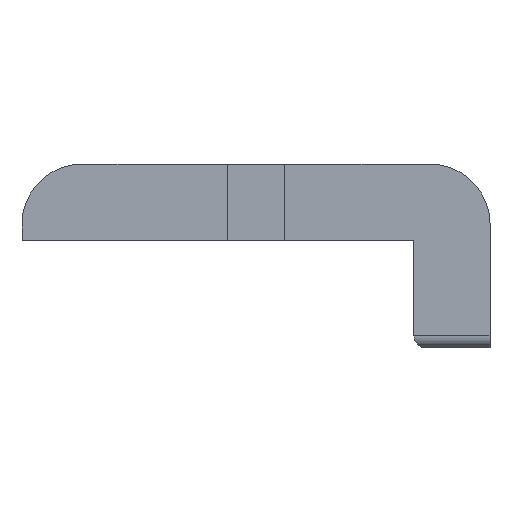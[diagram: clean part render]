
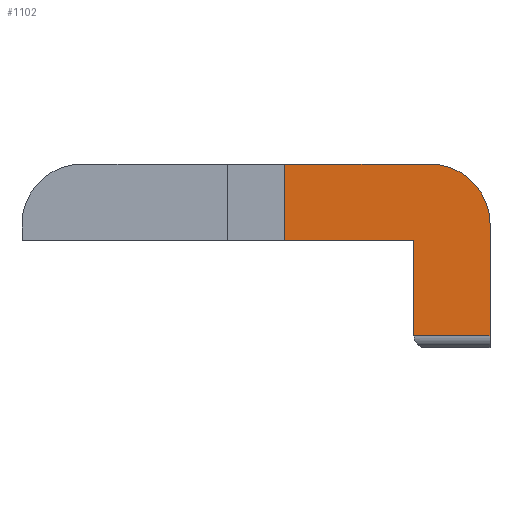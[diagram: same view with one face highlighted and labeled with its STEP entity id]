
A CAD part, front view. The second image highlights one B-rep face of the part: STEP entity #1102.
In plain terms, the highlighted planar face has unit normal (0, -1, 0).
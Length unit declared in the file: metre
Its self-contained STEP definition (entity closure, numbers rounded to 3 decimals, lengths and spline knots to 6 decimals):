
#1 = EDGE_LOOP ( 'NONE', ( #287, #499, #1188, #889, #1419, #141, #222 ) ) ;
#4 = DIRECTION ( 'NONE',  ( 1., 0., 0. ) ) ;
#18 = CARTESIAN_POINT ( 'NONE',  ( -0.01078, -0.002, 0. ) ) ;
#20 = CARTESIAN_POINT ( 'NONE',  ( -0.032731, -0.002, 0.00635 ) ) ;
#43 = VECTOR ( 'NONE', #201, 1. ) ;
#83 = VERTEX_POINT ( 'NONE', #18 ) ;
#96 = LINE ( 'NONE', #974, #43 ) ;
#101 = CARTESIAN_POINT ( 'NONE',  ( 0.00135, -0.002, 0.00635 ) ) ;
#108 = LINE ( 'NONE', #545, #549 ) ;
#131 = EDGE_CURVE ( 'NONE', #83, #1219, #157, .T. ) ;
#141 = ORIENTED_EDGE ( 'NONE', *, *, #949, .T. ) ;
#157 = LINE ( 'NONE', #261, #1431 ) ;
#201 = DIRECTION ( 'NONE',  ( 0., 0., -1. ) ) ;
#206 = VECTOR ( 'NONE', #725, 1. ) ;
#222 = ORIENTED_EDGE ( 'NONE', *, *, #1297, .T. ) ;
#231 = AXIS2_PLACEMENT_3D ( 'NONE', #539, #313, #1412 ) ;
#261 = CARTESIAN_POINT ( 'NONE',  ( -0.032731, -0.002, 0. ) ) ;
#272 = DIRECTION ( 'NONE',  ( 0., 0., 1. ) ) ;
#275 = CIRCLE ( 'NONE', #1433, 0.005 ) ;
#287 = ORIENTED_EDGE ( 'NONE', *, *, #507, .F. ) ;
#297 = DIRECTION ( 'NONE',  ( 0., -1., 0. ) ) ;
#313 = DIRECTION ( 'NONE',  ( 0., -1., 0. ) ) ;
#355 = CARTESIAN_POINT ( 'NONE',  ( 0., -0.002, -0.008 ) ) ;
#413 = DIRECTION ( 'NONE',  ( 0., 0., -1. ) ) ;
#499 = ORIENTED_EDGE ( 'NONE', *, *, #1148, .T. ) ;
#507 = EDGE_CURVE ( 'NONE', #1313, #1116, #1229, .T. ) ;
#539 = CARTESIAN_POINT ( 'NONE',  ( -0.032731, -0.002, -0.039132 ) ) ;
#545 = CARTESIAN_POINT ( 'NONE',  ( -0.01319, -0.002, -0.008 ) ) ;
#546 = VERTEX_POINT ( 'NONE', #355 ) ;
#549 = VECTOR ( 'NONE', #1095, 1. ) ;
#553 = PLANE ( 'NONE',  #231 ) ;
#612 = CARTESIAN_POINT ( 'NONE',  ( -0.01078, -0.002, 0.00635 ) ) ;
#652 = CARTESIAN_POINT ( 'NONE',  ( 0., -0.002, 0. ) ) ;
#708 = LINE ( 'NONE', #934, #1100 ) ;
#721 = CARTESIAN_POINT ( 'NONE',  ( 0.00135, -0.002, 0.00135 ) ) ;
#725 = DIRECTION ( 'NONE',  ( 0., 0., 1. ) ) ;
#726 = DIRECTION ( 'NONE',  ( 1., 0., 0. ) ) ;
#809 = VERTEX_POINT ( 'NONE', #1396 ) ;
#823 = LINE ( 'NONE', #1273, #206 ) ;
#889 = ORIENTED_EDGE ( 'NONE', *, *, #1079, .F. ) ;
#904 = VERTEX_POINT ( 'NONE', #1113 ) ;
#907 = VECTOR ( 'NONE', #4, 1. ) ;
#934 = CARTESIAN_POINT ( 'NONE',  ( 0.00635, -0.002, -0.039132 ) ) ;
#949 = EDGE_CURVE ( 'NONE', #904, #809, #708, .T. ) ;
#974 = CARTESIAN_POINT ( 'NONE',  ( -0.01078, -0.002, 0. ) ) ;
#1079 = EDGE_CURVE ( 'NONE', #546, #1219, #823, .T. ) ;
#1095 = DIRECTION ( 'NONE',  ( -1., 0., 0. ) ) ;
#1100 = VECTOR ( 'NONE', #272, 1. ) ;
#1102 = ADVANCED_FACE ( 'NONE', ( #1201 ), #553, .T. ) ;
#1113 = CARTESIAN_POINT ( 'NONE',  ( 0.00635, -0.002, -0.008 ) ) ;
#1116 = VERTEX_POINT ( 'NONE', #101 ) ;
#1148 = EDGE_CURVE ( 'NONE', #1313, #83, #96, .T. ) ;
#1188 = ORIENTED_EDGE ( 'NONE', *, *, #131, .T. ) ;
#1201 = FACE_OUTER_BOUND ( 'NONE', #1, .T. ) ;
#1219 = VERTEX_POINT ( 'NONE', #652 ) ;
#1229 = LINE ( 'NONE', #20, #907 ) ;
#1231 = EDGE_CURVE ( 'NONE', #904, #546, #108, .T. ) ;
#1273 = CARTESIAN_POINT ( 'NONE',  ( 0., -0.002, 0. ) ) ;
#1297 = EDGE_CURVE ( 'NONE', #809, #1116, #275, .T. ) ;
#1313 = VERTEX_POINT ( 'NONE', #612 ) ;
#1396 = CARTESIAN_POINT ( 'NONE',  ( 0.00635, -0.002, 0.00135 ) ) ;
#1412 = DIRECTION ( 'NONE',  ( 0., 0., -1. ) ) ;
#1419 = ORIENTED_EDGE ( 'NONE', *, *, #1231, .F. ) ;
#1431 = VECTOR ( 'NONE', #726, 1. ) ;
#1433 = AXIS2_PLACEMENT_3D ( 'NONE', #721, #297, #413 ) ;
